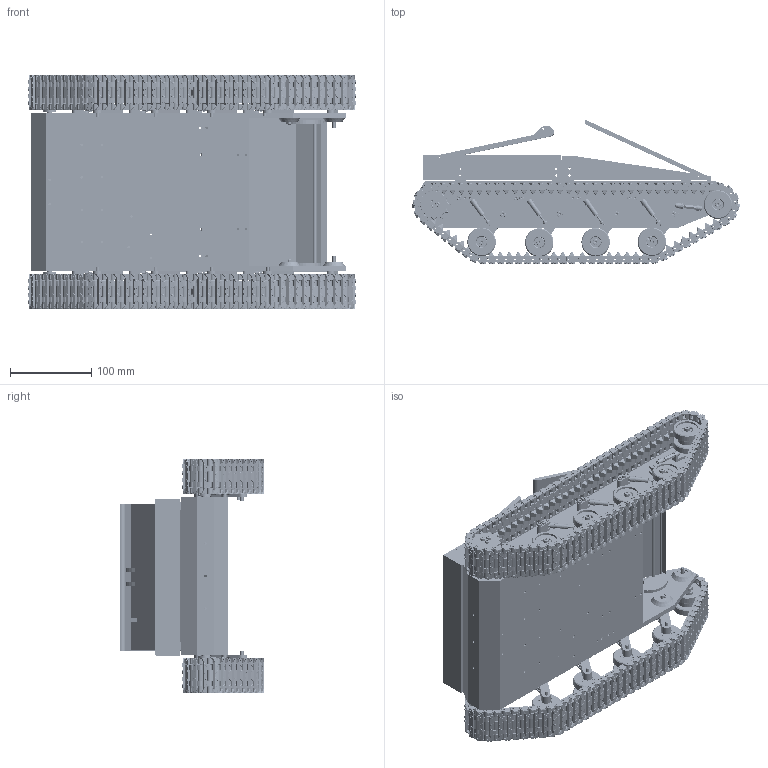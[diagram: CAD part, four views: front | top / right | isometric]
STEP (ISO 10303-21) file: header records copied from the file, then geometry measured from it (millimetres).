
FILE_DESCRIPTION(/* description */ (''),/* implementation_level */ '2;1');
FILE_NAME(/* name */ '3D Printable JIF- RC Tank v7.step',/* time_stamp */ '2024-01-28T13:29:06+01:00',/* author */ (''),/* organization */ (''),/* preprocessor_version */ 'ST-DEVELOPER v20',/* originating_system */ 'Autodesk Translation Framework v12.14.0.127',/* authorisation */ '');
FILE_SCHEMA (('AUTOMOTIVE_DESIGN { 1 0 10303 214 3 1 1 }'));
Length unit declared in the file: millimetre
Products named in the file (57): 3D Printable JIF- RC Tank; Shock Absorber - Assemblyr1; Shock Absorber - Assemblyr1 (1); Shock Absorber - Assemblyr1 (2); Shock Absorber - Assemblyr1 (3); Road wheel arm 1r1; Shock Absorber - Assemblyr1 (4); Shock Absorber - Assemblyr1 (5); Shock Absorber - Assemblyr1 (6); Bracket for Shock Absorberr1; Shock Absorber - Assemblyr1 (7); Shock Absorber - part 1r1; Shock Absorber - part 2r1; Road wheel armr1; DC Motor 12V - A37RGr1; DIN 912 M3 x 20 --- 20N_DIN 912 M3 x 20 --- 20N; DIN 912 M4 x 40 --- 20N_DIN 912 M4 x 40 --- 20N; DIN 912 M1.4 x 10 --- 10N_DIN 912 M1.4 x 10 --- 10N; Track tensioner link 1r1; Track tensioner link 3r1; Track tensioner link 2r1; Road wheel - assemblyr1; Road wheel - part 1r1; Road wheel - part 2r1; Ball Bearing- 4x13x5mm h1r1_Ball Bearing 608 - 8x22x7mm; DIN 912 M3 x 16 --- 16N_DIN 912 M3 x 16 --- 16N; DIN 912 M3 x 8 --- 8N_DIN 912 M3 x 8 --- 8N; Distance nutr1; Hexagon Nut ISO 4032 - M3 - W - N_Hexagon Nut ISO 4032 - M3 - W - N; DIN 912 M4 x 25 --- 25N_DIN 912 M4 x 25 --- 25N; DIN 912 M4 x 35 --- 20N_DIN 912 M4 x 35 --- 20N; Pin d2mm l9mmr1; M4 Locknutr1; DIN 912 M3 x 10 --- 10N_DIN 912 M3 x 10 --- 10N; Holes coverr1; Washer 4.3x9r1; Track v3r1; Robot chassis - section 1r1; Robot chassis - section 2r1; Bracket 4r1 ...
Assembly tree (348 placements, depth 3):
  3D Printable JIF- RC Tank
    Road wheel arm 1r1  x2
    Shock Absorber - Assemblyr1
      Shock Absorber - part 1r1
      Shock Absorber - part 2r1
    Bracket for Shock Absorberr1  x8
    Road wheel armr1  x6
    Shock Absorber - Assemblyr1 (1)
      Shock Absorber - part 1r1
      Shock Absorber - part 2r1
    Shock Absorber - Assemblyr1 (2)
      Shock Absorber - part 1r1
      Shock Absorber - part 2r1
    Shock Absorber - Assemblyr1 (3)
      Shock Absorber - part 1r1
      Shock Absorber - part 2r1
    Track v3r1  x158
    Ball Bearing- 6x13x5mm h1r1_Ball Bearing 608 - 8x22x7mm  x6
    DIN 912 M4 x 25 --- 25N_DIN 912 M4 x 25 --- 25N  x10
    DIN 912 M3 x 20 --- 20N_DIN 912 M3 x 20 --- 20N  x22
    DIN 912 M1.4 x 10 --- 10N_DIN 912 M1.4 x 10 --- 10N  x16
    Road wheel - assemblyr1  x10
      Road wheel - part 1r1
      Road wheel - part 2r1
      Ball Bearing- 4x13x5mm h1r1_Ball Bearing 608 - 8x22x7mm
    DIN 912 M4 x 40 --- 20N_DIN 912 M4 x 40 --- 20N  x8
    DC Motor 12V - A37RGr1  x2
    Sprocket - assemblyr1  x2
      Sprocket 12 teeth - part1r1
      Sprocket 12 teeth - part2r1
      Sprocket coupler for 6mm shaftr1
    Track tensioner link 1r1  x2
    Track tensioner link 3r1  x2
    Track tensioner link 2r1  x2
    DIN 912 M3 x 16 --- 16N_DIN 912 M3 x 16 --- 16N  x2
    DIN 912 M3 x 8 --- 8N_DIN 912 M3 x 8 --- 8N  x2
    Distance nutr1  x2
    Hexagon Nut ISO 4032 - M3 - W - N_Hexagon Nut ISO 4032 - M3 - W - N  x2
    DIN 912 M4 x 35 --- 20N_DIN 912 M4 x 35 --- 20N  x2
    Pin d2mm l9mmr1  x4
    M4 Locknutr1  x2
    DIN 912 M3 x 10 --- 10N_DIN 912 M3 x 10 --- 10N  x7
    Holes coverr1  x14
    Washer 4.3x9r1  x6
    Shock Absorber - Assemblyr1 (4)
      Shock Absorber - part 1r1
      Shock Absorber - part 2r1
    Shock Absorber - Assemblyr1 (5)
      Shock Absorber - part 1r1
      Shock Absorber - part 2r1
    Shock Absorber - Assemblyr1 (6)
      Shock Absorber - part 1r1
      Shock Absorber - part 2r1
    Shock Absorber - Assemblyr1 (7)
      Shock Absorber - part 1r1
      Shock Absorber - part 2r1
    Robot chassis - section 1r1
    Robot chassis - section 2r1
    Bracker 2r1  x2
    Bracket 3r1  x2
Bounding box: 403.72 x 178.23 x 289 mm (x, y, z)
Volume: 2182757.3 mm3; surface area: 1140140.3 mm2
Topology: 368 solids, 368 shells, 29887 faces, 85121 edges, 55653 vertices
Faces by surface type: plane 16696, cylinder 11071, bspline 1269, cone 697, torus 146, sphere 8
Full cylindrical faces by diameter (mm): 1.4 x48, 1.5 x24, 2 x96, 2.1 x474, 2.3 x320, 2.5 x6, 2.6 x16, 2.9 x12, 3 x133, 3.091 x8, 3.1 x77, 3.2 x12, 3.4 x2, 3.9 x46, 4 x86, 4.3 x6, 4.5 x10, 5.5 x73, 5.88 x8, 5.9 x16, 6 x16, 6.5 x60, 6.9 x16, 7 x22, 8 x20, 8.9 x6, 10 x2, 11 x52, 12 x2, 12.1 x2
Entity records: 51137 total; most frequent: CARTESIAN_POINT 9489, DIRECTION 9001, ORIENTED_EDGE 7382, EDGE_CURVE 3691, AXIS2_PLACEMENT_3D 3454, VERTEX_POINT 2350, EDGE_LOOP 2117, LINE 2093
